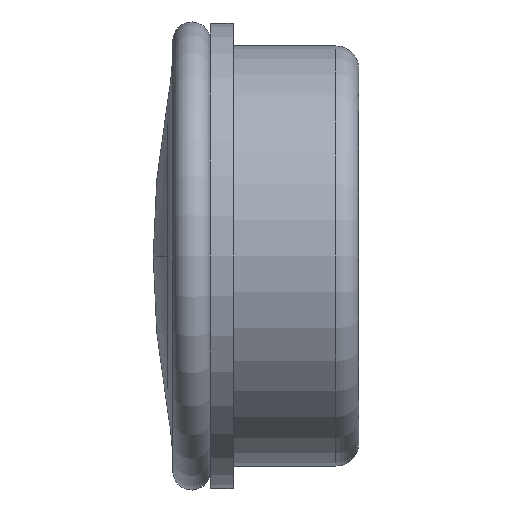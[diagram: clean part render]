
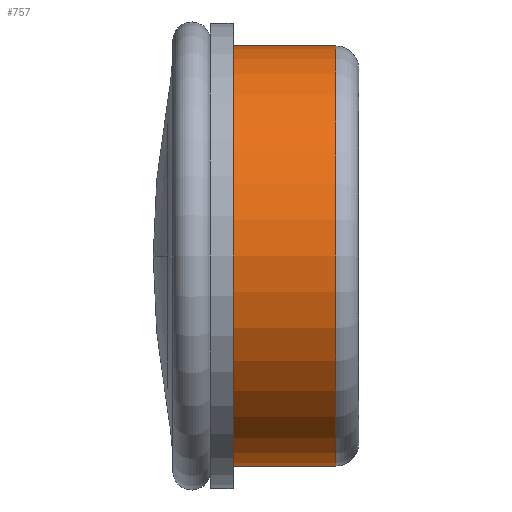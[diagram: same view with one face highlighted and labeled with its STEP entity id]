
A CAD part, left-side view. The second image highlights one B-rep face of the part: STEP entity #757.
In plain terms, the highlighted cylindrical face has radius 9.2 mm (diameter 18.4 mm), a partial arc.
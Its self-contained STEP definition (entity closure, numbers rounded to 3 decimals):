
#11 = CARTESIAN_POINT ( 'NONE',  ( 14., -5.5, 9.2 ) ) ;
#18 = ORIENTED_EDGE ( 'NONE', *, *, #71, .T. ) ;
#27 = CARTESIAN_POINT ( 'NONE',  ( 14., 0., -9.2 ) ) ;
#71 = EDGE_CURVE ( 'NONE', #784, #1089, #1117, .T. ) ;
#148 = LINE ( 'NONE', #1338, #929 ) ;
#228 = EDGE_LOOP ( 'NONE', ( #1264, #1345, #18, #1430 ) ) ;
#251 = DIRECTION ( 'NONE',  ( 0., 1., 0. ) ) ;
#320 = EDGE_CURVE ( 'NONE', #1089, #470, #1140, .T. ) ;
#347 = DIRECTION ( 'NONE',  ( 0., 0., -1. ) ) ;
#352 = VERTEX_POINT ( 'NONE', #1203 ) ;
#402 = AXIS2_PLACEMENT_3D ( 'NONE', #1343, #1487, #347 ) ;
#417 = DIRECTION ( 'NONE',  ( 0., 0., 1. ) ) ;
#440 = CARTESIAN_POINT ( 'NONE',  ( 14., 0., 0. ) ) ;
#470 = VERTEX_POINT ( 'NONE', #27 ) ;
#643 = DIRECTION ( 'NONE',  ( 0., 1., 0. ) ) ;
#687 = DIRECTION ( 'NONE',  ( 0., 0., 1. ) ) ;
#757 = ADVANCED_FACE ( 'NONE', ( #1548 ), #896, .T. ) ;
#784 = VERTEX_POINT ( 'NONE', #1287 ) ;
#889 = CARTESIAN_POINT ( 'NONE',  ( 14., -5.5, 0. ) ) ;
#896 = CYLINDRICAL_SURFACE ( 'NONE', #1175, 9.2 ) ;
#929 = VECTOR ( 'NONE', #1473, 1000. ) ;
#945 = VECTOR ( 'NONE', #643, 1000. ) ;
#1035 = EDGE_CURVE ( 'NONE', #352, #784, #1676, .T. ) ;
#1064 = DIRECTION ( 'NONE',  ( 0., -1., 0. ) ) ;
#1089 = VERTEX_POINT ( 'NONE', #1604 ) ;
#1117 = LINE ( 'NONE', #11, #945 ) ;
#1140 = CIRCLE ( 'NONE', #1674, 9.2 ) ;
#1175 = AXIS2_PLACEMENT_3D ( 'NONE', #889, #251, #417 ) ;
#1203 = CARTESIAN_POINT ( 'NONE',  ( 14., -4.5, -9.2 ) ) ;
#1264 = ORIENTED_EDGE ( 'NONE', *, *, #1586, .F. ) ;
#1287 = CARTESIAN_POINT ( 'NONE',  ( 14., -4.5, 9.2 ) ) ;
#1338 = CARTESIAN_POINT ( 'NONE',  ( 14., -5.5, -9.2 ) ) ;
#1343 = CARTESIAN_POINT ( 'NONE',  ( 14., -4.5, 0. ) ) ;
#1345 = ORIENTED_EDGE ( 'NONE', *, *, #1035, .T. ) ;
#1430 = ORIENTED_EDGE ( 'NONE', *, *, #320, .T. ) ;
#1473 = DIRECTION ( 'NONE',  ( 0., 1., 0. ) ) ;
#1487 = DIRECTION ( 'NONE',  ( 0., 1., 0. ) ) ;
#1548 = FACE_OUTER_BOUND ( 'NONE', #228, .T. ) ;
#1586 = EDGE_CURVE ( 'NONE', #352, #470, #148, .T. ) ;
#1604 = CARTESIAN_POINT ( 'NONE',  ( 14., 0., 9.2 ) ) ;
#1674 = AXIS2_PLACEMENT_3D ( 'NONE', #440, #1064, #687 ) ;
#1676 = CIRCLE ( 'NONE', #402, 9.2 ) ;
